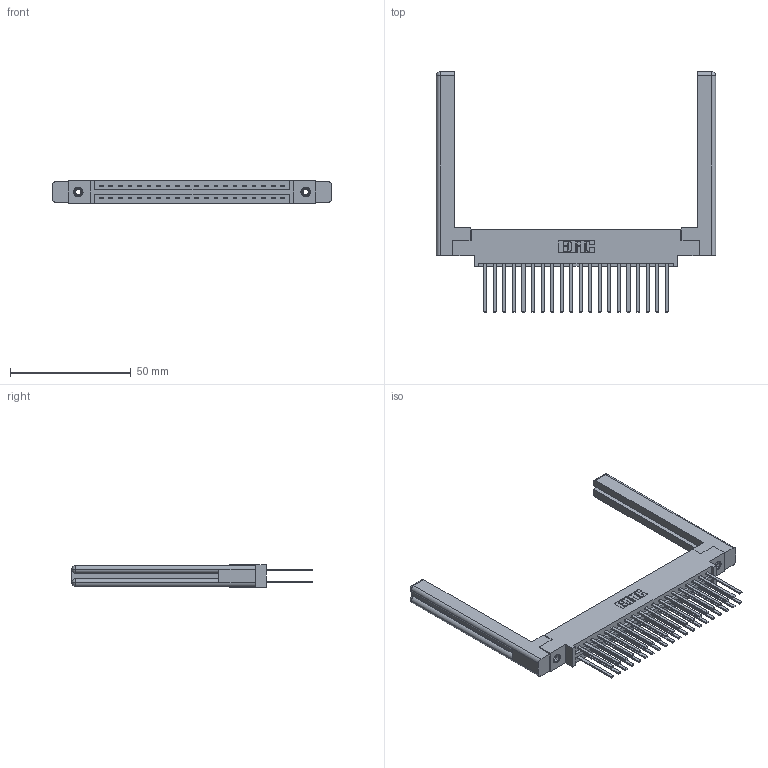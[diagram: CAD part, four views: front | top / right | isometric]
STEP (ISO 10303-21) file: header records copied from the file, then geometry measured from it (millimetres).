
FILE_DESCRIPTION (( 'STEP AP203' ), '1' );
FILE_NAME ('337-040-544-858.STEP', '2019-10-11T12:13:02', ( '' ), ( '' ), 'SwSTEP 2.0', 'SolidWorks 2016', '' );
FILE_SCHEMA (( 'CONFIG_CONTROL_DESIGN' ));
Length unit declared in the file: inch
Products named in the file (5): 337-040-544-858; 345-292-001_345-293-144; 345-250-001_345-250-001-102; 337 Part_0.170 Offset - 0.156 Dia-TI; 307-220-058
Assembly tree (45 placements, depth 2):
  337-040-544-858
    337 Part_0.170 Offset - 0.156 Dia-TI
    345-292-001_345-293-144  x40
    345-250-001_345-250-001-102  x2
    307-220-058  x2
Bounding box: 115.87 x 99.7 x 9.4 mm (x, y, z)
Volume: 19504.5 mm3; surface area: 20748.1 mm2
Topology: 45 solids, 45 shells, 2180 faces, 6397 edges, 4198 vertices
Faces by surface type: plane 1518, cylinder 638, cone 12, torus 12
Entity records: 20934 total; most frequent: CARTESIAN_POINT 3553, ORIENTED_EDGE 3428, DIRECTION 3074, EDGE_CURVE 1714, LINE 1542, VECTOR 1542, VERTEX_POINT 1134, AXIS2_PLACEMENT_3D 766
